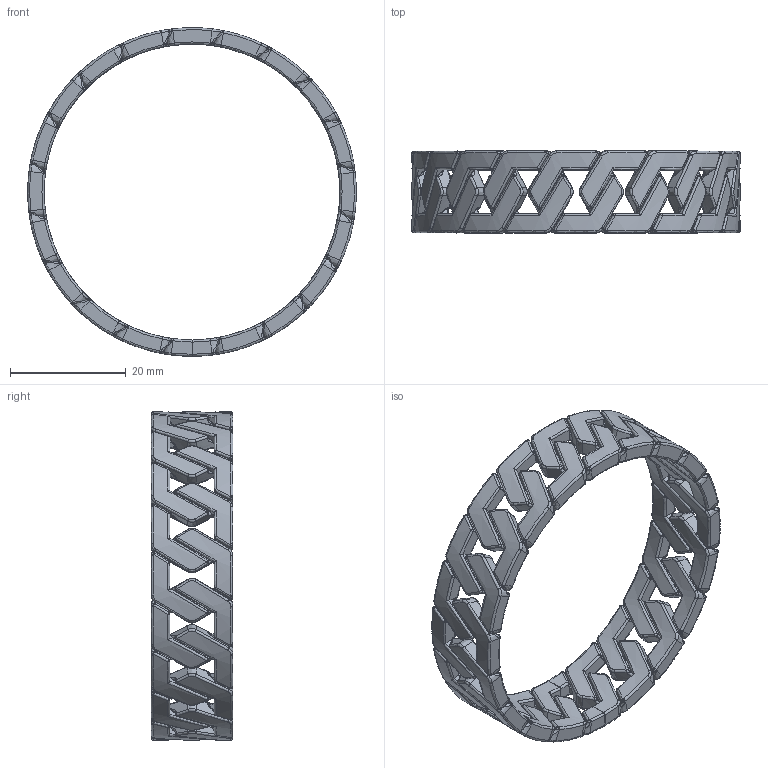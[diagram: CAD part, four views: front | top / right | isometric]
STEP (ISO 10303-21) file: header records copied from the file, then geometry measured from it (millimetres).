
FILE_DESCRIPTION(('FreeCAD Model'),'2;1');
FILE_NAME('Open CASCADE Shape Model','2025-05-04T03:39:31',('FreeCAD'),( 'FreeCAD'),'Open CASCADE STEP processor 7.6','FreeCAD','Unknown');
FILE_SCHEMA(('AUTOMOTIVE_DESIGN { 1 0 10303 214 1 1 1 1 }'));
Products named in the file (1): Open CASCADE STEP translator 7.6 1
Bounding box: 56.86 x 14.12 x 56.86 mm (x, y, z)
Volume: 5267.9 mm3; surface area: 6918.7 mm2
Topology: 1 solids, 1 shells, 2401 faces, 6122 edges, 3553 vertices
Faces by surface type: bspline 2401
Entity records: 250101 total; most frequent: CARTESIAN_POINT 213521, ORIENTED_EDGE 12060, EDGE_CURVE 6030, B_SPLINE_CURVE_WITH_KNOTS 5888, VERTEX_POINT 3553, ADVANCED_FACE 2401, FACE_BOUND 2401, EDGE_LOOP 2401
